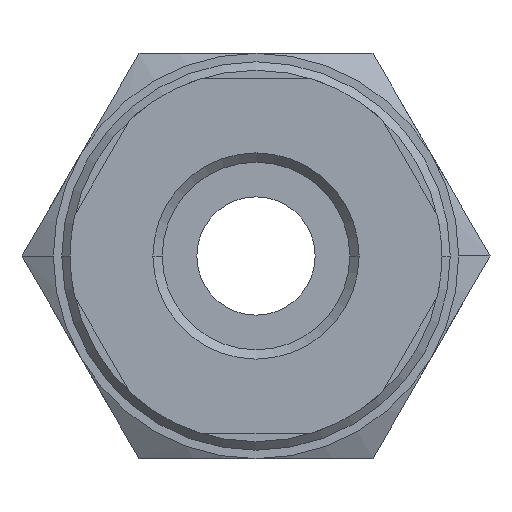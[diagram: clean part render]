
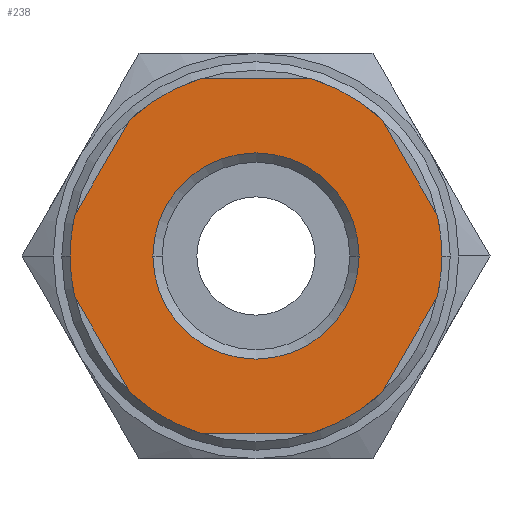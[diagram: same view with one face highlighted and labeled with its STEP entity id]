
A CAD part, front view. The second image highlights one B-rep face of the part: STEP entity #238.
In plain terms, the highlighted planar face has unit normal (0, -1, 0).
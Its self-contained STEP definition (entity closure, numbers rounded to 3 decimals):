
#238=ADVANCED_FACE('',(#489,#490),#491,.T.);
#489=FACE_BOUND('',#744,.T.);
#490=FACE_OUTER_BOUND('',#745,.T.);
#491=PLANE('',#746);
#744=EDGE_LOOP('',(#1340,#1341));
#745=EDGE_LOOP('',(#1342,#1343,#1344,#1345,#1346,#1347,#1348,#1349,#1350,#1351,#1352,#1353,#1354,#1355));
#746=AXIS2_PLACEMENT_3D('',#1356,#1357,#1358);
#1340=ORIENTED_EDGE('',*,*,#1583,.T.);
#1341=ORIENTED_EDGE('',*,*,#1695,.T.);
#1342=ORIENTED_EDGE('',*,*,#1616,.T.);
#1343=ORIENTED_EDGE('',*,*,#1696,.F.);
#1344=ORIENTED_EDGE('',*,*,#1483,.T.);
#1345=ORIENTED_EDGE('',*,*,#1510,.F.);
#1346=ORIENTED_EDGE('',*,*,#1689,.T.);
#1347=ORIENTED_EDGE('',*,*,#1686,.F.);
#1348=ORIENTED_EDGE('',*,*,#1663,.F.);
#1349=ORIENTED_EDGE('',*,*,#1649,.T.);
#1350=ORIENTED_EDGE('',*,*,#1551,.F.);
#1351=ORIENTED_EDGE('',*,*,#1458,.T.);
#1352=ORIENTED_EDGE('',*,*,#1626,.F.);
#1353=ORIENTED_EDGE('',*,*,#1654,.T.);
#1354=ORIENTED_EDGE('',*,*,#1562,.F.);
#1355=ORIENTED_EDGE('',*,*,#1548,.F.);
#1356=CARTESIAN_POINT('',(5.5,0.0,0.0));
#1357=DIRECTION('',(-0.0,-1.0,-0.0));
#1358=DIRECTION('',(-1.0,0.0,0.0));
#1458=EDGE_CURVE('',#1716,#1713,#1717,.T.);
#1483=EDGE_CURVE('',#1761,#1759,#1762,.T.);
#1510=EDGE_CURVE('',#1805,#1759,#1807,.T.);
#1548=EDGE_CURVE('',#1866,#1864,#1868,.T.);
#1551=EDGE_CURVE('',#1716,#1870,#1872,.T.);
#1562=EDGE_CURVE('',#1864,#1887,#1888,.T.);
#1583=EDGE_CURVE('',#1919,#1917,#1920,.T.);
#1616=EDGE_CURVE('',#1866,#1964,#1966,.T.);
#1626=EDGE_CURVE('',#1975,#1713,#1977,.T.);
#1649=EDGE_CURVE('',#2006,#1870,#2007,.T.);
#1654=EDGE_CURVE('',#1975,#1887,#2012,.T.);
#1663=EDGE_CURVE('',#2006,#2020,#2022,.T.);
#1686=EDGE_CURVE('',#2020,#2045,#2046,.T.);
#1689=EDGE_CURVE('',#1805,#2045,#2049,.T.);
#1695=EDGE_CURVE('',#1917,#1919,#2055,.T.);
#1696=EDGE_CURVE('',#1761,#1964,#2056,.T.);
#1713=VERTEX_POINT('',#2073);
#1716=VERTEX_POINT('',#2077);
#1717=LINE('',#2078,#2079);
#1759=VERTEX_POINT('',#2140);
#1761=VERTEX_POINT('',#2143);
#1762=LINE('',#2144,#2145);
#1805=VERTEX_POINT('',#2237);
#1807=CIRCLE('',#2240,11.0);
#1864=VERTEX_POINT('',#2359);
#1866=VERTEX_POINT('',#2362);
#1868=CIRCLE('',#2365,11.0);
#1870=VERTEX_POINT('',#2367);
#1872=CIRCLE('',#2370,11.0);
#1887=VERTEX_POINT('',#2411);
#1888=CIRCLE('',#2412,11.0);
#1917=VERTEX_POINT('',#2456);
#1919=VERTEX_POINT('',#2459);
#1920=CIRCLE('',#2460,6.105);
#1964=VERTEX_POINT('',#2558);
#1966=LINE('',#2561,#2562);
#1975=VERTEX_POINT('',#2573);
#1977=CIRCLE('',#2576,11.0);
#2006=VERTEX_POINT('',#2624);
#2007=LINE('',#2625,#2626);
#2012=LINE('',#2643,#2644);
#2020=VERTEX_POINT('',#2663);
#2022=CIRCLE('',#2666,11.0);
#2045=VERTEX_POINT('',#2725);
#2046=CIRCLE('',#2726,11.0);
#2049=LINE('',#2730,#2731);
#2055=CIRCLE('',#2739,6.105);
#2056=CIRCLE('',#2740,11.0);
#2073=CARTESIAN_POINT('',(-3.279,0.0,10.5));
#2077=CARTESIAN_POINT('',(3.279,0.0,10.5));
#2078=CARTESIAN_POINT('',(2.75,0.0,10.5));
#2079=VECTOR('',#2769,1.0);
#2140=CARTESIAN_POINT('',(3.279,0.0,-10.5));
#2143=CARTESIAN_POINT('',(-3.279,0.0,-10.5));
#2144=CARTESIAN_POINT('',(2.75,0.0,-10.5));
#2145=VECTOR('',#2812,1.0);
#2237=CARTESIAN_POINT('',(7.454,0.0,-8.089));
#2240=AXIS2_PLACEMENT_3D('',#2849,#2850,#2851);
#2359=CARTESIAN_POINT('',(-11.0,0.0,0.));
#2362=CARTESIAN_POINT('',(-10.733,0.0,-2.411));
#2365=AXIS2_PLACEMENT_3D('',#2906,#2907,#2908);
#2367=CARTESIAN_POINT('',(7.454,0.0,8.089));
#2370=AXIS2_PLACEMENT_3D('',#2910,#2911,#2912);
#2411=CARTESIAN_POINT('',(-10.733,0.0,2.411));
#2412=AXIS2_PLACEMENT_3D('',#2920,#2921,#2922);
#2456=CARTESIAN_POINT('',(6.105,0.0,0.));
#2459=CARTESIAN_POINT('',(-6.105,0.0,0.));
#2460=AXIS2_PLACEMENT_3D('',#2955,#2956,#2957);
#2558=CARTESIAN_POINT('',(-7.454,0.0,-8.089));
#2561=CARTESIAN_POINT('',(-8.406,0.0,-6.441));
#2562=VECTOR('',#2996,1.0);
#2573=CARTESIAN_POINT('',(-7.454,0.0,8.089));
#2576=AXIS2_PLACEMENT_3D('',#3006,#3007,#3008);
#2624=CARTESIAN_POINT('',(10.733,0.0,2.411));
#2625=CARTESIAN_POINT('',(9.781,0.0,4.059));
#2626=VECTOR('',#3032,1.0);
#2643=CARTESIAN_POINT('',(-8.406,0.0,6.441));
#2644=VECTOR('',#3034,1.0);
#2663=CARTESIAN_POINT('',(11.0,0.0,0.));
#2666=AXIS2_PLACEMENT_3D('',#3042,#3043,#3044);
#2725=CARTESIAN_POINT('',(10.733,0.0,-2.411));
#2726=AXIS2_PLACEMENT_3D('',#3060,#3061,#3062);
#2730=CARTESIAN_POINT('',(9.781,0.0,-4.059));
#2731=VECTOR('',#3064,1.0);
#2739=AXIS2_PLACEMENT_3D('',#3070,#3071,#3072);
#2740=AXIS2_PLACEMENT_3D('',#3073,#3074,#3075);
#2769=DIRECTION('',(-1.0,0.0,0.));
#2812=DIRECTION('',(1.0,-0.0,0.0));
#2849=CARTESIAN_POINT('',(0.0,0.0,0.0));
#2850=DIRECTION('',(-0.0,1.0,0.0));
#2851=DIRECTION('',(1.0,0.0,0.0));
#2906=CARTESIAN_POINT('',(0.0,0.0,0.0));
#2907=DIRECTION('',(-0.0,1.0,0.0));
#2908=DIRECTION('',(1.0,0.0,0.0));
#2910=CARTESIAN_POINT('',(0.0,0.0,0.0));
#2911=DIRECTION('',(-0.0,1.0,0.0));
#2912=DIRECTION('',(1.0,0.0,0.0));
#2920=CARTESIAN_POINT('',(0.0,0.0,0.0));
#2921=DIRECTION('',(-0.0,1.0,0.0));
#2922=DIRECTION('',(1.0,0.0,0.0));
#2955=CARTESIAN_POINT('',(0.0,0.0,0.0));
#2956=DIRECTION('',(-0.0,1.0,0.0));
#2957=DIRECTION('',(1.0,0.0,0.0));
#2996=DIRECTION('',(0.5,0.0,-0.866));
#3006=CARTESIAN_POINT('',(0.0,0.0,0.0));
#3007=DIRECTION('',(-0.0,1.0,0.0));
#3008=DIRECTION('',(1.0,0.0,0.0));
#3032=DIRECTION('',(-0.5,0.0,0.866));
#3034=DIRECTION('',(-0.5,0.0,-0.866));
#3042=CARTESIAN_POINT('',(0.0,0.0,0.0));
#3043=DIRECTION('',(-0.0,1.0,0.0));
#3044=DIRECTION('',(1.0,0.0,0.0));
#3060=CARTESIAN_POINT('',(0.0,0.0,0.0));
#3061=DIRECTION('',(-0.0,1.0,0.0));
#3062=DIRECTION('',(1.0,0.0,0.0));
#3064=DIRECTION('',(0.5,-0.0,0.866));
#3070=CARTESIAN_POINT('',(0.0,0.0,0.0));
#3071=DIRECTION('',(-0.0,1.0,0.0));
#3072=DIRECTION('',(1.0,0.0,0.0));
#3073=CARTESIAN_POINT('',(0.0,0.0,0.0));
#3074=DIRECTION('',(-0.0,1.0,0.0));
#3075=DIRECTION('',(1.0,0.0,0.0));
